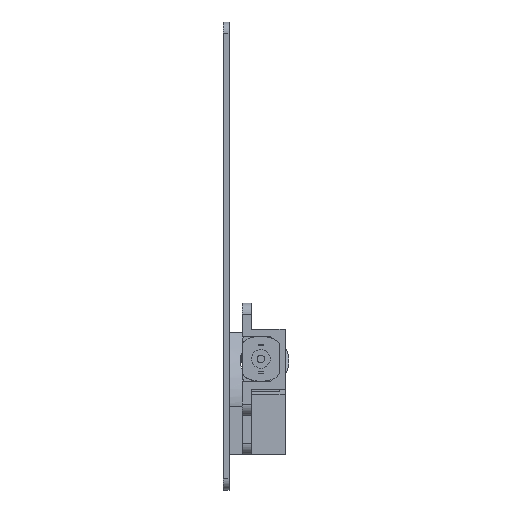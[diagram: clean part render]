
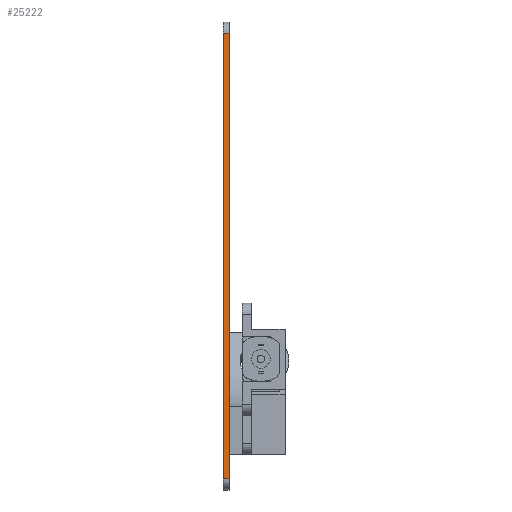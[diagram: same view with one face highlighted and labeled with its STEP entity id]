
A CAD part, left-side view. The second image highlights one B-rep face of the part: STEP entity #25222.
In plain terms, the highlighted planar face has unit normal (-1, 0, 0).
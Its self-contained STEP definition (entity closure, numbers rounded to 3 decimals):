
#22131 = PLANE('',#22132);
#22132 = AXIS2_PLACEMENT_3D('',#22133,#22134,#22135);
#22133 = CARTESIAN_POINT('',(14.679,29.587,
    113.736));
#22134 = DIRECTION('',(0.,-1.,0.));
#22135 = DIRECTION('',(1.,0.,0.));
#22156 = VERTEX_POINT('',#22157);
#22157 = CARTESIAN_POINT('',(-63.636,29.587,
    173.336));
#22172 = CYLINDRICAL_SURFACE('',#22173,3.);
#22173 = AXIS2_PLACEMENT_3D('',#22174,#22175,#22176);
#22174 = CARTESIAN_POINT('',(-60.636,29.587,
    173.336));
#22175 = DIRECTION('',(0.,-1.,0.));
#22176 = DIRECTION('',(0.,0.,1.));
#22184 = EDGE_CURVE('',#22156,#22185,#22187,.T.);
#22185 = VERTEX_POINT('',#22186);
#22186 = CARTESIAN_POINT('',(-63.636,29.587,
    54.136));
#22187 = SURFACE_CURVE('',#22188,(#22192,#22199),.PCURVE_S1.);
#22188 = LINE('',#22189,#22190);
#22189 = CARTESIAN_POINT('',(-63.636,29.587,
    158.836));
#22190 = VECTOR('',#22191,1.);
#22191 = DIRECTION('',(0.,0.,-1.));
#22192 = PCURVE('',#22131,#22193);
#22193 = DEFINITIONAL_REPRESENTATION('',(#22194),#22198);
#22194 = LINE('',#22195,#22196);
#22195 = CARTESIAN_POINT('',(-78.314,45.1));
#22196 = VECTOR('',#22197,1.);
#22197 = DIRECTION('',(0.,-1.));
#22198 = ( GEOMETRIC_REPRESENTATION_CONTEXT(2) 
PARAMETRIC_REPRESENTATION_CONTEXT() REPRESENTATION_CONTEXT('2D SPACE',''
  ) );
#22199 = PCURVE('',#22200,#22205);
#22200 = PLANE('',#22201);
#22201 = AXIS2_PLACEMENT_3D('',#22202,#22203,#22204);
#22202 = CARTESIAN_POINT('',(-63.636,29.587,
    158.836));
#22203 = DIRECTION('',(-1.,0.,0.));
#22204 = DIRECTION('',(0.,0.,1.));
#22205 = DEFINITIONAL_REPRESENTATION('',(#22206),#22210);
#22206 = LINE('',#22207,#22208);
#22207 = CARTESIAN_POINT('',(0.,0.));
#22208 = VECTOR('',#22209,1.);
#22209 = DIRECTION('',(-1.,0.));
#22210 = ( GEOMETRIC_REPRESENTATION_CONTEXT(2) 
PARAMETRIC_REPRESENTATION_CONTEXT() REPRESENTATION_CONTEXT('2D SPACE',''
  ) );
#22233 = CYLINDRICAL_SURFACE('',#22234,3.);
#22234 = AXIS2_PLACEMENT_3D('',#22235,#22236,#22237);
#22235 = CARTESIAN_POINT('',(-60.636,29.587,
    54.136));
#22236 = DIRECTION('',(0.,-1.,0.));
#22237 = DIRECTION('',(-0.,-0.,-1.));
#25068 = PLANE('',#25069);
#25069 = AXIS2_PLACEMENT_3D('',#25070,#25071,#25072);
#25070 = CARTESIAN_POINT('',(14.679,27.987,
    113.736));
#25071 = DIRECTION('',(0.,-1.,0.));
#25072 = DIRECTION('',(1.,0.,0.));
#25127 = EDGE_CURVE('',#22156,#25128,#25130,.T.);
#25128 = VERTEX_POINT('',#25129);
#25129 = CARTESIAN_POINT('',(-63.636,27.987,
    173.336));
#25130 = SURFACE_CURVE('',#25131,(#25135,#25142),.PCURVE_S1.);
#25131 = LINE('',#25132,#25133);
#25132 = CARTESIAN_POINT('',(-63.636,29.587,
    173.336));
#25133 = VECTOR('',#25134,1.);
#25134 = DIRECTION('',(0.,-1.,0.));
#25135 = PCURVE('',#22172,#25136);
#25136 = DEFINITIONAL_REPRESENTATION('',(#25137),#25141);
#25137 = LINE('',#25138,#25139);
#25138 = CARTESIAN_POINT('',(1.571,0.));
#25139 = VECTOR('',#25140,1.);
#25140 = DIRECTION('',(0.,1.));
#25141 = ( GEOMETRIC_REPRESENTATION_CONTEXT(2) 
PARAMETRIC_REPRESENTATION_CONTEXT() REPRESENTATION_CONTEXT('2D SPACE',''
  ) );
#25142 = PCURVE('',#22200,#25143);
#25143 = DEFINITIONAL_REPRESENTATION('',(#25144),#25148);
#25144 = LINE('',#25145,#25146);
#25145 = CARTESIAN_POINT('',(14.5,0.));
#25146 = VECTOR('',#25147,1.);
#25147 = DIRECTION('',(0.,-1.));
#25148 = ( GEOMETRIC_REPRESENTATION_CONTEXT(2) 
PARAMETRIC_REPRESENTATION_CONTEXT() REPRESENTATION_CONTEXT('2D SPACE',''
  ) );
#25222 = ADVANCED_FACE('',(#25223),#22200,.T.);
#25223 = FACE_BOUND('',#25224,.T.);
#25224 = EDGE_LOOP('',(#25225,#25248,#25249,#25250));
#25225 = ORIENTED_EDGE('',*,*,#25226,.F.);
#25226 = EDGE_CURVE('',#25128,#25227,#25229,.T.);
#25227 = VERTEX_POINT('',#25228);
#25228 = CARTESIAN_POINT('',(-63.636,27.987,
    54.136));
#25229 = SURFACE_CURVE('',#25230,(#25234,#25241),.PCURVE_S1.);
#25230 = LINE('',#25231,#25232);
#25231 = CARTESIAN_POINT('',(-63.636,27.987,
    158.836));
#25232 = VECTOR('',#25233,1.);
#25233 = DIRECTION('',(0.,0.,-1.));
#25234 = PCURVE('',#22200,#25235);
#25235 = DEFINITIONAL_REPRESENTATION('',(#25236),#25240);
#25236 = LINE('',#25237,#25238);
#25237 = CARTESIAN_POINT('',(0.,-1.6));
#25238 = VECTOR('',#25239,1.);
#25239 = DIRECTION('',(-1.,0.));
#25240 = ( GEOMETRIC_REPRESENTATION_CONTEXT(2) 
PARAMETRIC_REPRESENTATION_CONTEXT() REPRESENTATION_CONTEXT('2D SPACE',''
  ) );
#25241 = PCURVE('',#25068,#25242);
#25242 = DEFINITIONAL_REPRESENTATION('',(#25243),#25247);
#25243 = LINE('',#25244,#25245);
#25244 = CARTESIAN_POINT('',(-78.314,45.1));
#25245 = VECTOR('',#25246,1.);
#25246 = DIRECTION('',(0.,-1.));
#25247 = ( GEOMETRIC_REPRESENTATION_CONTEXT(2) 
PARAMETRIC_REPRESENTATION_CONTEXT() REPRESENTATION_CONTEXT('2D SPACE',''
  ) );
#25248 = ORIENTED_EDGE('',*,*,#25127,.F.);
#25249 = ORIENTED_EDGE('',*,*,#22184,.T.);
#25250 = ORIENTED_EDGE('',*,*,#25251,.T.);
#25251 = EDGE_CURVE('',#22185,#25227,#25252,.T.);
#25252 = SURFACE_CURVE('',#25253,(#25257,#25264),.PCURVE_S1.);
#25253 = LINE('',#25254,#25255);
#25254 = CARTESIAN_POINT('',(-63.636,29.587,
    54.136));
#25255 = VECTOR('',#25256,1.);
#25256 = DIRECTION('',(0.,-1.,0.));
#25257 = PCURVE('',#22200,#25258);
#25258 = DEFINITIONAL_REPRESENTATION('',(#25259),#25263);
#25259 = LINE('',#25260,#25261);
#25260 = CARTESIAN_POINT('',(-104.7,0.));
#25261 = VECTOR('',#25262,1.);
#25262 = DIRECTION('',(0.,-1.));
#25263 = ( GEOMETRIC_REPRESENTATION_CONTEXT(2) 
PARAMETRIC_REPRESENTATION_CONTEXT() REPRESENTATION_CONTEXT('2D SPACE',''
  ) );
#25264 = PCURVE('',#22233,#25265);
#25265 = DEFINITIONAL_REPRESENTATION('',(#25266),#25270);
#25266 = LINE('',#25267,#25268);
#25267 = CARTESIAN_POINT('',(4.712,0.));
#25268 = VECTOR('',#25269,1.);
#25269 = DIRECTION('',(-0.,1.));
#25270 = ( GEOMETRIC_REPRESENTATION_CONTEXT(2) 
PARAMETRIC_REPRESENTATION_CONTEXT() REPRESENTATION_CONTEXT('2D SPACE',''
  ) );
